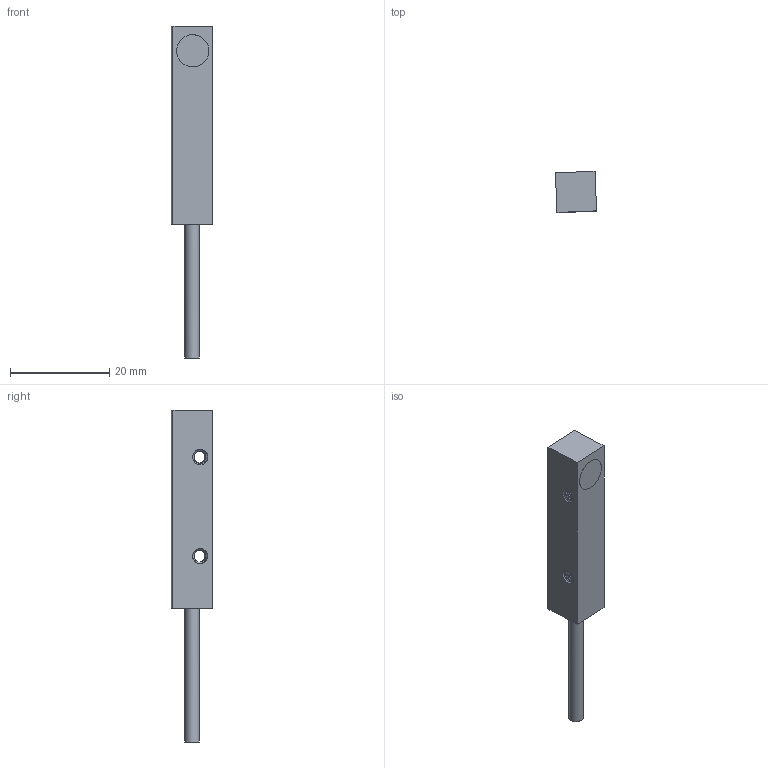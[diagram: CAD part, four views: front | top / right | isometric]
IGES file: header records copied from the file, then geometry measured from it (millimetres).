
Global section: file name: INS-Q08-B02XX-2C_KABEL; native system: Autodesk Inventor 2021; preprocessor: unknown; author: S. Sandt; organization: di-soric GmbH & Co. KG; date: 20210813.113617; units: millimetre
Bounding box: 8.31 x 8.31 x 67 mm (x, y, z)
Volume: 2665.5 mm3; surface area: 2034.2 mm2
Topology: 4 solids, 4 shells, 28 faces, 67 edges, 46 vertices
Faces by surface type: bspline 28
